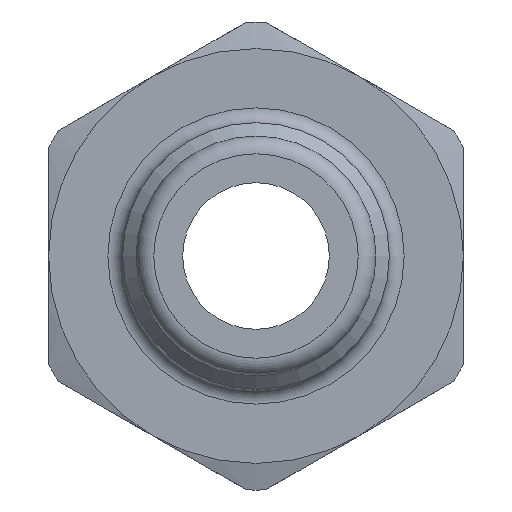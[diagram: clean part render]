
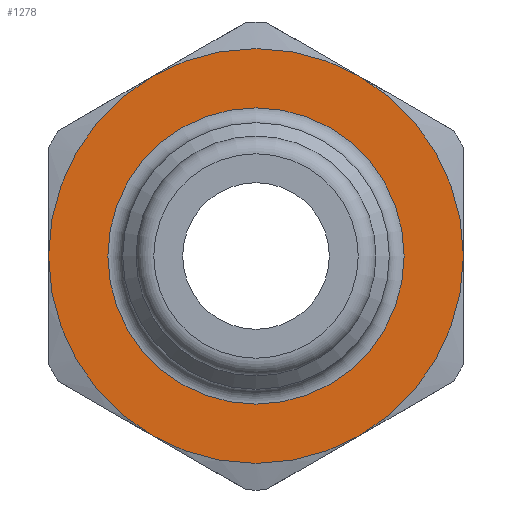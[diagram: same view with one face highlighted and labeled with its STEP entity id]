
A CAD part, left-side view. The second image highlights one B-rep face of the part: STEP entity #1278.
In plain terms, the highlighted planar face has unit normal (-1, 0, 0).
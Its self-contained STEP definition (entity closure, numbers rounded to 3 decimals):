
#335=CARTESIAN_POINT('',(14.1,3.5,-6.062));
#336=VERTEX_POINT('',#335);
#417=CARTESIAN_POINT('',(14.1,-3.5,-6.062));
#418=VERTEX_POINT('',#417);
#499=CARTESIAN_POINT('',(14.1,-7.,0.));
#500=VERTEX_POINT('',#499);
#581=CARTESIAN_POINT('',(14.1,-3.5,6.062));
#582=VERTEX_POINT('',#581);
#663=CARTESIAN_POINT('',(14.1,3.5,6.062));
#664=VERTEX_POINT('',#663);
#984=CARTESIAN_POINT('',(14.1,7.,0.0));
#985=VERTEX_POINT('',#984);
#986=CARTESIAN_POINT('',(14.1,0.0,0.0));
#987=DIRECTION('',(1.0,0.0,0.0));
#988=DIRECTION('',(0.0,1.0,0.0));
#989=AXIS2_PLACEMENT_3D('',#986,#987,#988);
#990=CIRCLE('',#989,7.);
#991=EDGE_CURVE('',#336,#985,#990,.T.);
#1030=CARTESIAN_POINT('',(14.1,0.0,0.0));
#1031=DIRECTION('',(1.0,0.0,0.0));
#1032=DIRECTION('',(0.0,1.0,0.0));
#1033=AXIS2_PLACEMENT_3D('',#1030,#1031,#1032);
#1034=CIRCLE('',#1033,7.);
#1035=EDGE_CURVE('',#985,#664,#1034,.T.);
#1048=CARTESIAN_POINT('',(14.1,0.0,0.0));
#1049=DIRECTION('',(1.0,0.0,0.0));
#1050=DIRECTION('',(0.0,1.0,0.0));
#1051=AXIS2_PLACEMENT_3D('',#1048,#1049,#1050);
#1052=CIRCLE('',#1051,7.);
#1053=EDGE_CURVE('',#664,#582,#1052,.T.);
#1066=CARTESIAN_POINT('',(14.1,0.0,0.0));
#1067=DIRECTION('',(1.0,0.0,0.0));
#1068=DIRECTION('',(0.0,1.0,0.0));
#1069=AXIS2_PLACEMENT_3D('',#1066,#1067,#1068);
#1070=CIRCLE('',#1069,7.);
#1071=EDGE_CURVE('',#582,#500,#1070,.T.);
#1084=CARTESIAN_POINT('',(14.1,0.0,0.0));
#1085=DIRECTION('',(1.0,0.0,0.0));
#1086=DIRECTION('',(0.0,1.0,0.0));
#1087=AXIS2_PLACEMENT_3D('',#1084,#1085,#1086);
#1088=CIRCLE('',#1087,7.);
#1089=EDGE_CURVE('',#500,#418,#1088,.T.);
#1232=CARTESIAN_POINT('',(14.1,5.,0.));
#1233=VERTEX_POINT('',#1232);
#1234=CARTESIAN_POINT('',(14.1,0.0,0.0));
#1235=DIRECTION('',(-1.0,0.0,0.0));
#1236=DIRECTION('',(0.0,-1.0,0.0));
#1237=AXIS2_PLACEMENT_3D('',#1234,#1235,#1236);
#1238=CIRCLE('',#1237,5.);
#1239=EDGE_CURVE('',#1233,#1233,#1238,.T.);
#1256=CARTESIAN_POINT('',(14.1,5.75,0.0));
#1257=DIRECTION('',(-1.0,0.0,0.0));
#1258=DIRECTION('',(0.0,0.0,1.0));
#1259=AXIS2_PLACEMENT_3D('',#1256,#1257,#1258);
#1260=PLANE('',#1259);
#1261=ORIENTED_EDGE('',*,*,#1035,.F.);
#1262=ORIENTED_EDGE('',*,*,#991,.F.);
#1263=CARTESIAN_POINT('',(14.1,0.0,0.0));
#1264=DIRECTION('',(1.0,0.0,0.0));
#1265=DIRECTION('',(0.0,1.0,0.0));
#1266=AXIS2_PLACEMENT_3D('',#1263,#1264,#1265);
#1267=CIRCLE('',#1266,7.);
#1268=EDGE_CURVE('',#418,#336,#1267,.T.);
#1269=ORIENTED_EDGE('',*,*,#1268,.F.);
#1270=ORIENTED_EDGE('',*,*,#1089,.F.);
#1271=ORIENTED_EDGE('',*,*,#1071,.F.);
#1272=ORIENTED_EDGE('',*,*,#1053,.F.);
#1273=EDGE_LOOP('',(#1261,#1262,#1269,#1270,#1271,#1272));
#1274=FACE_OUTER_BOUND('',#1273,.T.);
#1275=ORIENTED_EDGE('',*,*,#1239,.F.);
#1276=EDGE_LOOP('',(#1275));
#1277=FACE_BOUND('',#1276,.T.);
#1278=ADVANCED_FACE('',(#1274,#1277),#1260,.T.);
